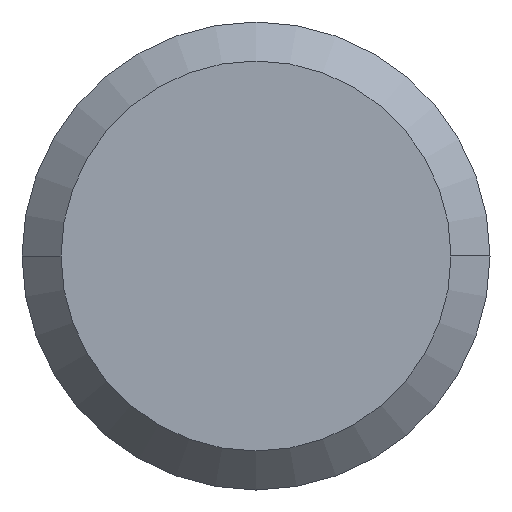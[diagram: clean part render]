
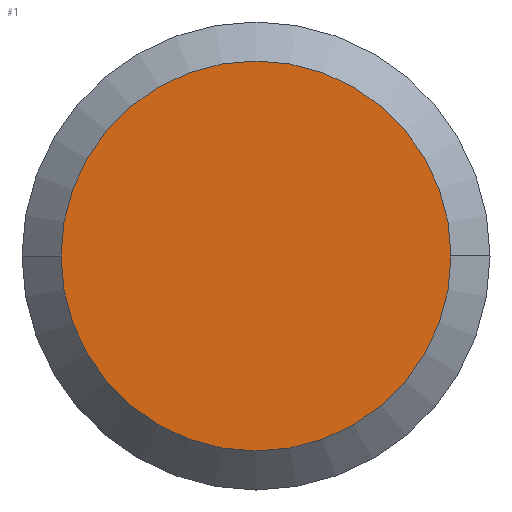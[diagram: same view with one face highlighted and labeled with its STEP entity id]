
A CAD part, left-side view. The second image highlights one B-rep face of the part: STEP entity #1.
In plain terms, the highlighted planar face has unit normal (-1, 0, 0).
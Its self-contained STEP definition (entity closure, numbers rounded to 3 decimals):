
#1 = ADVANCED_FACE ( 'NONE', ( #223 ), #103, .T. ) ;
#6 = EDGE_LOOP ( 'NONE', ( #95, #17 ) ) ;
#7 = CARTESIAN_POINT ( 'NONE',  ( -42., 0., 0. ) ) ;
#12 = CARTESIAN_POINT ( 'NONE',  ( -42., -2.5, 0. ) ) ;
#17 = ORIENTED_EDGE ( 'NONE', *, *, #173, .F. ) ;
#43 = AXIS2_PLACEMENT_3D ( 'NONE', #202, #287, #324 ) ;
#83 = VERTEX_POINT ( 'NONE', #196 ) ;
#86 = AXIS2_PLACEMENT_3D ( 'NONE', #259, #93, #333 ) ;
#93 = DIRECTION ( 'NONE',  ( 1., 0., 0. ) ) ;
#95 = ORIENTED_EDGE ( 'NONE', *, *, #147, .F. ) ;
#103 = PLANE ( 'NONE',  #43 ) ;
#117 = VERTEX_POINT ( 'NONE', #12 ) ;
#147 = EDGE_CURVE ( 'NONE', #83, #117, #200, .T. ) ;
#165 = CIRCLE ( 'NONE', #86, 2.5 ) ;
#173 = EDGE_CURVE ( 'NONE', #117, #83, #165, .T. ) ;
#196 = CARTESIAN_POINT ( 'NONE',  ( -42., 2.5, 0. ) ) ;
#200 = CIRCLE ( 'NONE', #356, 2.5 ) ;
#202 = CARTESIAN_POINT ( 'NONE',  ( -42., 0., 0. ) ) ;
#223 = FACE_OUTER_BOUND ( 'NONE', #6, .T. ) ;
#230 = DIRECTION ( 'NONE',  ( 1., 0., 0. ) ) ;
#249 = DIRECTION ( 'NONE',  ( 0., 1., 0. ) ) ;
#259 = CARTESIAN_POINT ( 'NONE',  ( -42., 0., 0. ) ) ;
#287 = DIRECTION ( 'NONE',  ( -1., 0., 0. ) ) ;
#324 = DIRECTION ( 'NONE',  ( 0., -1., 0. ) ) ;
#333 = DIRECTION ( 'NONE',  ( 0., 1., 0. ) ) ;
#356 = AXIS2_PLACEMENT_3D ( 'NONE', #7, #230, #249 ) ;
